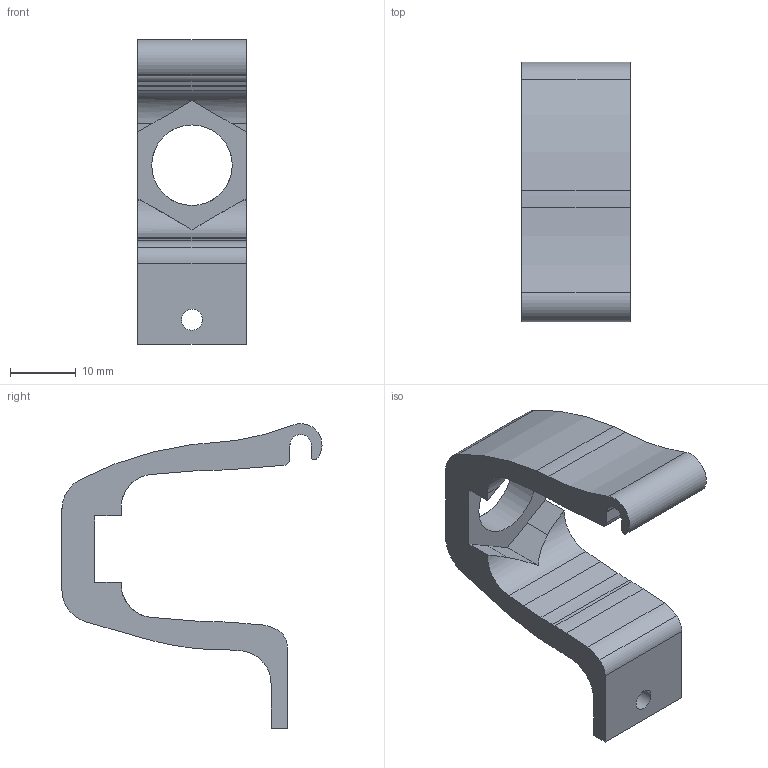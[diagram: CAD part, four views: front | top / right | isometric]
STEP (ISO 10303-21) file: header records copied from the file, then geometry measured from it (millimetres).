
FILE_DESCRIPTION(/* description */ (''),/* implementation_level */ '2;1');
FILE_NAME(/* name */ 'Suction Bracket.step',/* time_stamp */ '2020-09-03T09:06:56+02:00',/* author */ (''),/* organization */ (''),/* preprocessor_version */ 'ST-DEVELOPER v18.1',/* originating_system */ 'Autodesk Translation Framework v9.2.0.1227',/* authorisation */ '');
FILE_SCHEMA (('AUTOMOTIVE_DESIGN { 1 0 10303 214 3 1 1 }'));
Length unit declared in the file: millimetre
Products named in the file (2): suctioncup Larger end effector; Suction Bracket
Assembly tree (1 placements, depth 2):
  suctioncup Larger end effector
    Suction Bracket
Bounding box: 16.52 x 39.55 x 46.35 mm (x, y, z)
Volume: 5912.3 mm3; surface area: 4280.6 mm2
Topology: 1 solids, 1 shells, 55 faces, 164 edges, 110 vertices
Faces by surface type: plane 32, cylinder 23
Full cylindrical faces by diameter (mm): 3.2 x1, 12.25 x1
Entity records: 1942 total; most frequent: CARTESIAN_POINT 337, DIRECTION 336, ORIENTED_EDGE 328, EDGE_CURVE 164, AXIS2_PLACEMENT_3D 115, VERTEX_POINT 110, LINE 106, VECTOR 106
